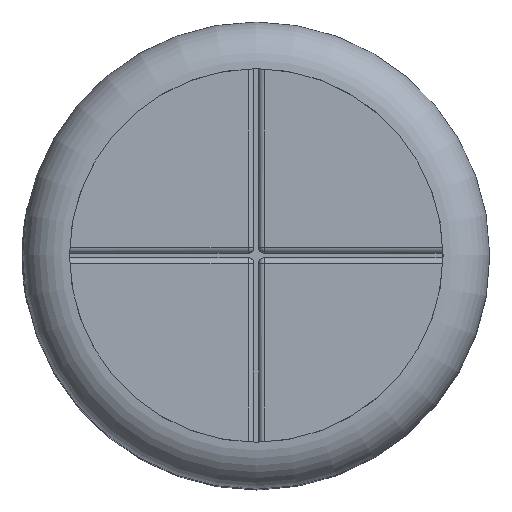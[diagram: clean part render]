
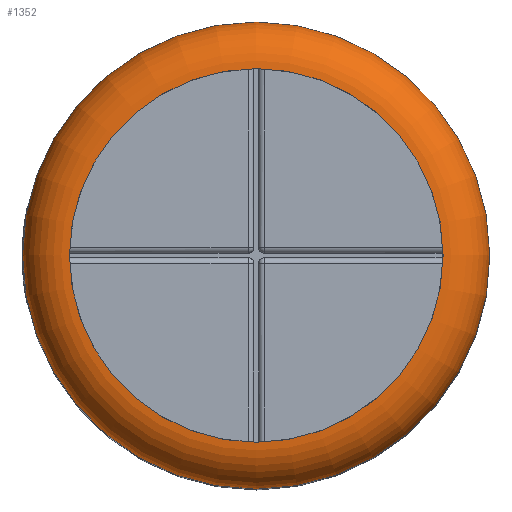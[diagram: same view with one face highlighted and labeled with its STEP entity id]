
A CAD part, top view. The second image highlights one B-rep face of the part: STEP entity #1352.
In plain terms, the highlighted toroidal (fillet/blend) face has major radius 3.2 mm and minor radius 0.8 mm.
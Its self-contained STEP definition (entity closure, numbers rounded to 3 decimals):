
#25=TOROIDAL_SURFACE('',#1509,3.2,0.8);
#410=FACE_OUTER_BOUND('',#487,.T.);
#487=EDGE_LOOP('',(#1270,#1271,#1272,#1273));
#515=CIRCLE('',#1424,3.2);
#553=CIRCLE('',#1500,4.);
#558=CIRCLE('',#1510,0.8);
#604=VERTEX_POINT('',#2108);
#683=VERTEX_POINT('',#2673);
#758=EDGE_CURVE('',#604,#604,#515,.T.);
#872=EDGE_CURVE('',#683,#683,#553,.T.);
#881=EDGE_CURVE('',#604,#683,#558,.T.);
#1270=ORIENTED_EDGE('',*,*,#758,.T.);
#1271=ORIENTED_EDGE('',*,*,#881,.T.);
#1272=ORIENTED_EDGE('',*,*,#872,.T.);
#1273=ORIENTED_EDGE('',*,*,#881,.F.);
#1352=ADVANCED_FACE('',(#410),#25,.T.);
#1424=AXIS2_PLACEMENT_3D('',#2109,#1665,#1666);
#1500=AXIS2_PLACEMENT_3D('',#2674,#1857,#1858);
#1509=AXIS2_PLACEMENT_3D('',#2688,#1879,#1880);
#1510=AXIS2_PLACEMENT_3D('',#2689,#1881,#1882);
#1665=DIRECTION('center_axis',(0.,0.,-1.));
#1666=DIRECTION('ref_axis',(1.,0.,0.));
#1857=DIRECTION('center_axis',(0.,0.,1.));
#1858=DIRECTION('ref_axis',(1.,0.,0.));
#1879=DIRECTION('center_axis',(0.,0.,1.));
#1880=DIRECTION('ref_axis',(1.,0.,0.));
#1881=DIRECTION('center_axis',(0.,-1.,0.));
#1882=DIRECTION('ref_axis',(-1.,0.,0.));
#2108=CARTESIAN_POINT('',(-3.2,0.,11.));
#2109=CARTESIAN_POINT('Origin',(0.,0.,11.));
#2673=CARTESIAN_POINT('',(-4.,0.,10.2));
#2674=CARTESIAN_POINT('Origin',(0.,0.,10.2));
#2688=CARTESIAN_POINT('Origin',(0.,0.,10.2));
#2689=CARTESIAN_POINT('Origin',(-3.2,0.,10.2));
